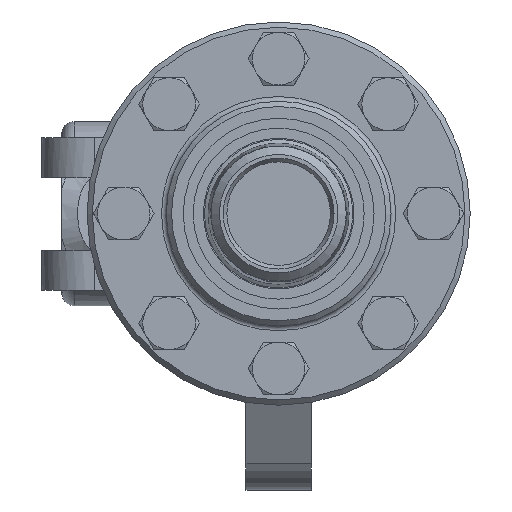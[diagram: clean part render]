
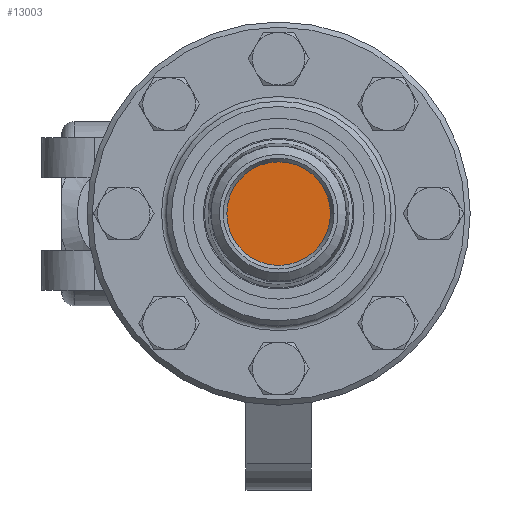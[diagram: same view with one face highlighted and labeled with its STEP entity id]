
A CAD part, left-side view. The second image highlights one B-rep face of the part: STEP entity #13003.
In plain terms, the highlighted planar face has unit normal (-1, 0, 0).
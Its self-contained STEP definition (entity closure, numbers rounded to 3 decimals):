
#1108=CIRCLE('',#13390,12.5);
#2754=FACE_OUTER_BOUND('',#3580,.T.);
#3580=EDGE_LOOP('',(#11882));
#5409=VERTEX_POINT('',#18319);
#6793=EDGE_CURVE('',#5409,#5409,#1108,.T.);
#11882=ORIENTED_EDGE('',*,*,#6793,.F.);
#12286=PLANE('',#14187);
#13003=ADVANCED_FACE('',(#2754),#12286,.F.);
#13390=AXIS2_PLACEMENT_3D('',#18321,#15123,#15124);
#14187=AXIS2_PLACEMENT_3D('',#63950,#17243,#17244);
#15123=DIRECTION('center_axis',(1.,0.,0.));
#15124=DIRECTION('ref_axis',(0.,1.,0.));
#17243=DIRECTION('center_axis',(1.,0.,0.));
#17244=DIRECTION('ref_axis',(0.,0.,-1.));
#18319=CARTESIAN_POINT('',(-0.86,-12.5,0.));
#18321=CARTESIAN_POINT('Origin',(-0.86,0.,
0.));
#63950=CARTESIAN_POINT('Origin',(-0.86,0.,0.));
